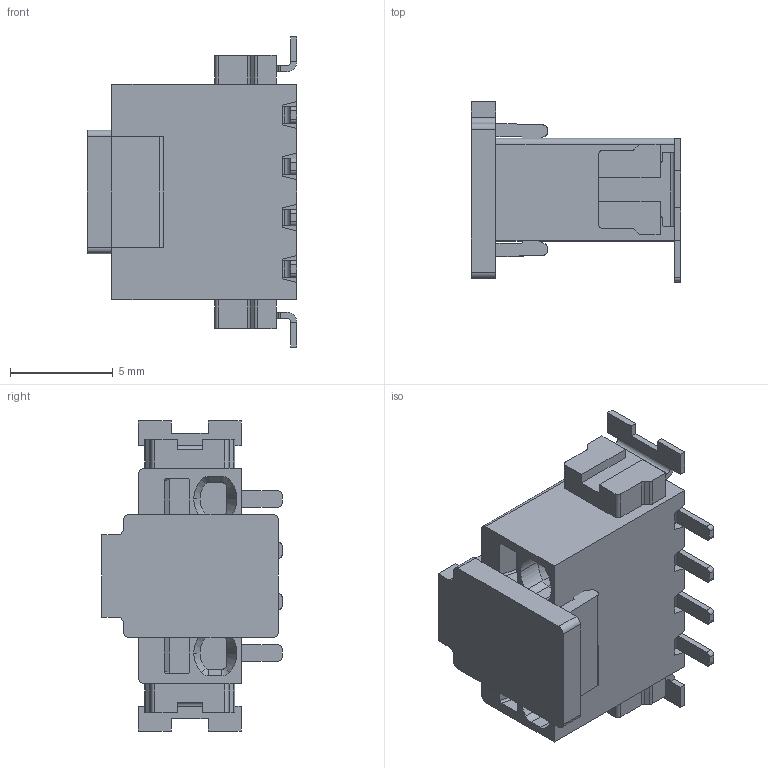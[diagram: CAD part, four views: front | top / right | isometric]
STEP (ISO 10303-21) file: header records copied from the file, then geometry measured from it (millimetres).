
FILE_DESCRIPTION(('STEP AP214'),'1');
FILE_NAME('1814728.stp','2021-03-21T04:25:52',('TraceParts'),('TraceParts S.A.'),'Spatial InterOp 3D',' ',' ');
FILE_SCHEMA(('AUTOMOTIVE_DESIGN { 1 0 10303 214 1 1 1 1 }'));
Length unit declared in the file: millimetre
Products named in the file (1): 1814728_1
Bounding box: 10.2 x 8.78 x 15.1 mm (x, y, z)
Volume: 519 mm3; surface area: 805.8 mm2
Topology: 2 solids, 2 shells, 419 faces, 1092 edges, 694 vertices
Faces by surface type: plane 227, cylinder 160, cone 32
Entity records: 16738 total; most frequent: CARTESIAN_POINT 2831, DIRECTION 2238, ORIENTED_EDGE 2184, EDGE_CURVE 1092, LINE 772, VECTOR 772, AXIS2_PLACEMENT_3D 733, VERTEX_POINT 694
